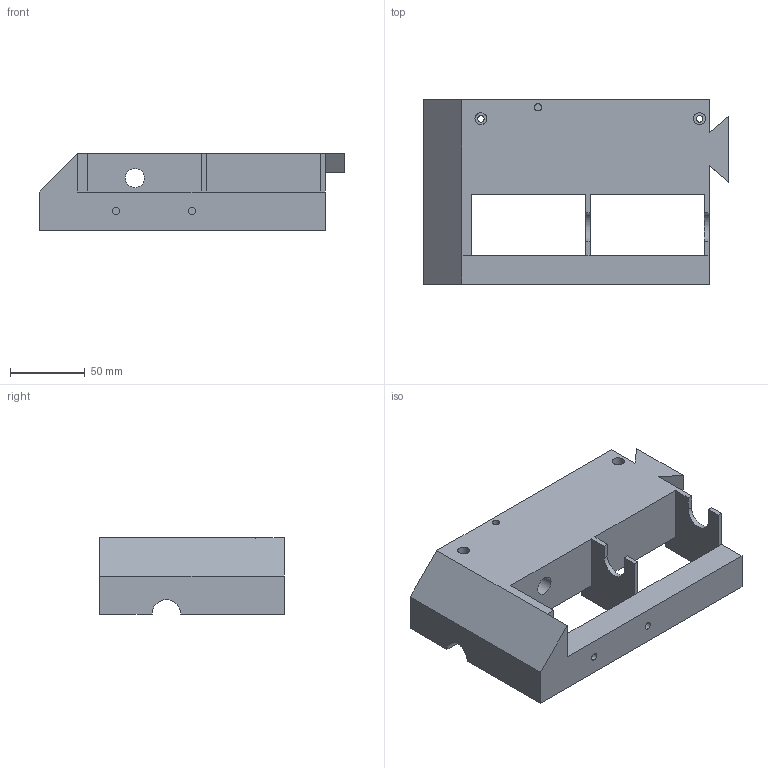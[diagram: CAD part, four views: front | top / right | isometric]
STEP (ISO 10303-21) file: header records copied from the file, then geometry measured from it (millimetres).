
FILE_DESCRIPTION(/* description */ (''),/* implementation_level */ '2;1');
FILE_NAME(/* name */ 'Coil core left half part 1_.step',/* time_stamp */ '2024-04-02T23:11:04-05:00',/* author */ (''),/* organization */ (''),/* preprocessor_version */ 'ST-DEVELOPER v20',/* originating_system */ 'Autodesk Translation Framework v12.20.1.177',/* authorisation */ '');
FILE_SCHEMA (('AUTOMOTIVE_DESIGN { 1 0 10303 214 3 1 1 }'));
Length unit declared in the file: inch
Products named in the file (1): Coil core left half part 1
Bounding box: 203.2 x 123.19 x 50.8 mm (x, y, z)
Volume: 619782.9 mm3; surface area: 89829.8 mm2
Topology: 1 solids, 1 shells, 76 faces, 190 edges, 125 vertices
Faces by surface type: plane 54, cylinder 22
Full cylindrical faces by diameter (mm): 4.293 x2, 4.826 x10, 8.001 x2, 12.7 x1
Entity records: 2313 total; most frequent: CARTESIAN_POINT 392, DIRECTION 388, ORIENTED_EDGE 380, EDGE_CURVE 190, LINE 146, VECTOR 146, VERTEX_POINT 125, AXIS2_PLACEMENT_3D 121
